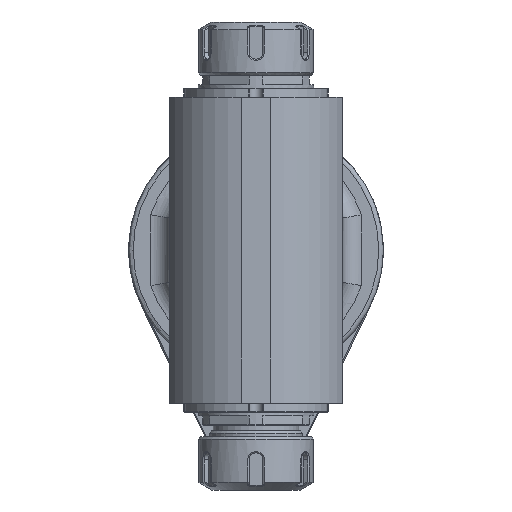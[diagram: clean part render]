
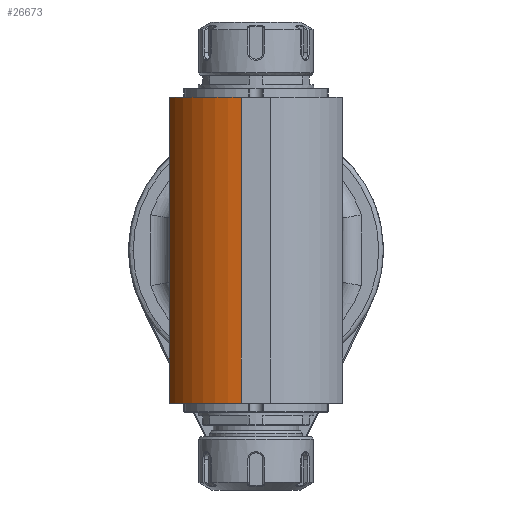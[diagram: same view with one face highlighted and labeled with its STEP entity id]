
A CAD part, front view. The second image highlights one B-rep face of the part: STEP entity #26673.
In plain terms, the highlighted cylindrical face has radius 40 mm (diameter 80 mm), a partial arc.
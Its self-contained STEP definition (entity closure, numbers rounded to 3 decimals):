
#1711=LINE('',#40272,#3677);
#1712=LINE('',#40274,#3678);
#3677=VECTOR('',#32003,132.);
#3678=VECTOR('',#32006,132.);
#5450=CYLINDRICAL_SURFACE('',#28564,40.);
#5993=FACE_OUTER_BOUND('',#7566,.T.);
#7566=EDGE_LOOP('',(#18280,#18281,#18282,#18283));
#9375=CIRCLE('',#28548,40.);
#9379=CIRCLE('',#28555,40.);
#10920=VERTEX_POINT('',#40204);
#10921=VERTEX_POINT('',#40206);
#10936=VERTEX_POINT('',#40242);
#10937=VERTEX_POINT('',#40244);
#13788=EDGE_CURVE('',#10921,#10920,#9375,.T.);
#13807=EDGE_CURVE('',#10937,#10936,#9379,.T.);
#13821=EDGE_CURVE('',#10920,#10937,#1711,.T.);
#13822=EDGE_CURVE('',#10921,#10936,#1712,.T.);
#18280=ORIENTED_EDGE('',*,*,#13822,.F.);
#18281=ORIENTED_EDGE('',*,*,#13788,.T.);
#18282=ORIENTED_EDGE('',*,*,#13821,.T.);
#18283=ORIENTED_EDGE('',*,*,#13807,.T.);
#26673=ADVANCED_FACE('',(#5993),#5450,.T.);
#28548=AXIS2_PLACEMENT_3D('',#40207,#31945,#31946);
#28555=AXIS2_PLACEMENT_3D('',#40245,#31974,#31975);
#28564=AXIS2_PLACEMENT_3D('',#40273,#32004,#32005);
#31945=DIRECTION('center_axis',(0.,0.,-1.));
#31946=DIRECTION('ref_axis',(-0.158,-0.987,0.));
#31974=DIRECTION('center_axis',(0.,0.,1.));
#31975=DIRECTION('ref_axis',(-0.937,-0.348,0.));
#32003=DIRECTION('',(0.,0.,-1.));
#32004=DIRECTION('center_axis',(0.,0.,-1.));
#32005=DIRECTION('ref_axis',(-1.,0.,0.));
#32006=DIRECTION('',(0.,0.,-1.));
#40204=CARTESIAN_POINT('',(-37.5,-11.919,66.));
#40206=CARTESIAN_POINT('',(-6.305,-37.5,66.));
#40207=CARTESIAN_POINT('Origin',(0.,2.,66.));
#40242=CARTESIAN_POINT('',(-6.305,-37.5,-66.));
#40244=CARTESIAN_POINT('',(-37.5,-11.919,-66.));
#40245=CARTESIAN_POINT('Origin',(0.,2.,-66.));
#40272=CARTESIAN_POINT('',(-37.5,-11.919,66.));
#40273=CARTESIAN_POINT('Origin',(0.,2.,66.));
#40274=CARTESIAN_POINT('',(-6.305,-37.5,66.));
